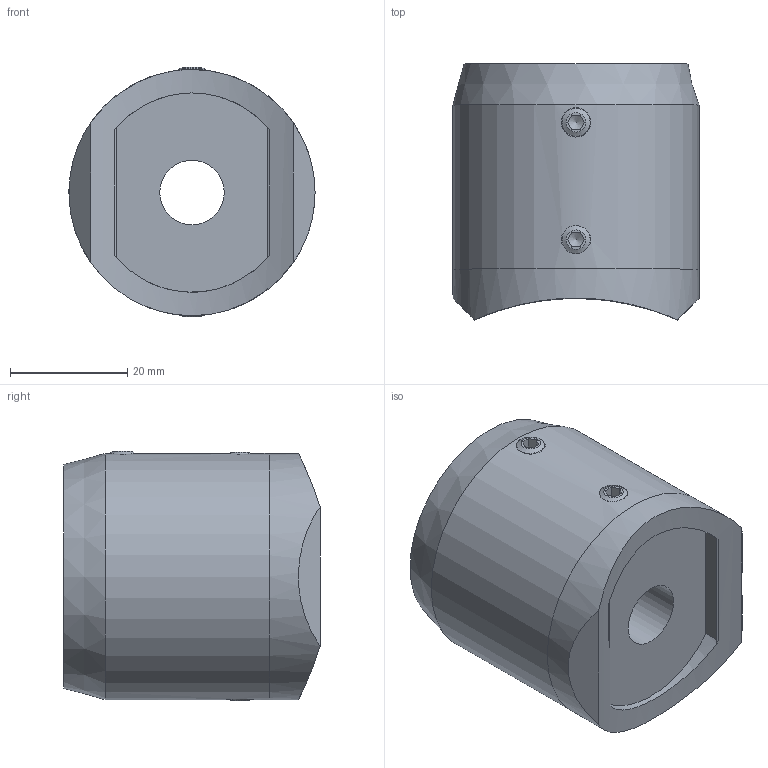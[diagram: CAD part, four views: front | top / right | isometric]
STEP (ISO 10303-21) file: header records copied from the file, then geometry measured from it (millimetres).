
FILE_DESCRIPTION(/* description */ (''),/* implementation_level */ '2;1');
FILE_NAME(/* name */ '41870.iam.step',/* time_stamp */ '2022-07-18T13:01:11+02:00',/* author */ ('Abt. Technik'),/* organization */ (''),/* preprocessor_version */ 'ST-DEVELOPER v18.1',/* originating_system */ 'Autodesk Inventor 2022',/* authorisation */ '');
FILE_SCHEMA (('AUTOMOTIVE_DESIGN { 1 0 10303 214 3 1 1 }'));
Length unit declared in the file: millimetre
Products named in the file (4): 41870; 41870_01; 41870_02; DIN 913 - M5 x 5
Assembly tree (5 placements, depth 2):
  41870
    41870_01
    41870_02
    DIN 913 - M5 x 5  x3
Bounding box: 42 x 43.69 x 42.54 mm (x, y, z)
Volume: 27539.8 mm3; surface area: 15170.6 mm2
Topology: 5 solids, 5 shells, 68 faces, 166 edges, 112 vertices
Faces by surface type: plane 37, cylinder 15, cone 12, bspline 3, torus 1
Full cylindrical faces by diameter (mm): 4.8 x3, 5 x3, 11 x1, 29 x1, 34 x1, 35 x3, 42 x2
Entity records: 2032 total; most frequent: CARTESIAN_POINT 854, ORIENTED_EDGE 214, DIRECTION 203, EDGE_CURVE 107, AXIS2_PLACEMENT_3D 80, VERTEX_POINT 74, EDGE_LOOP 59, FACE_OUTER_BOUND 44
